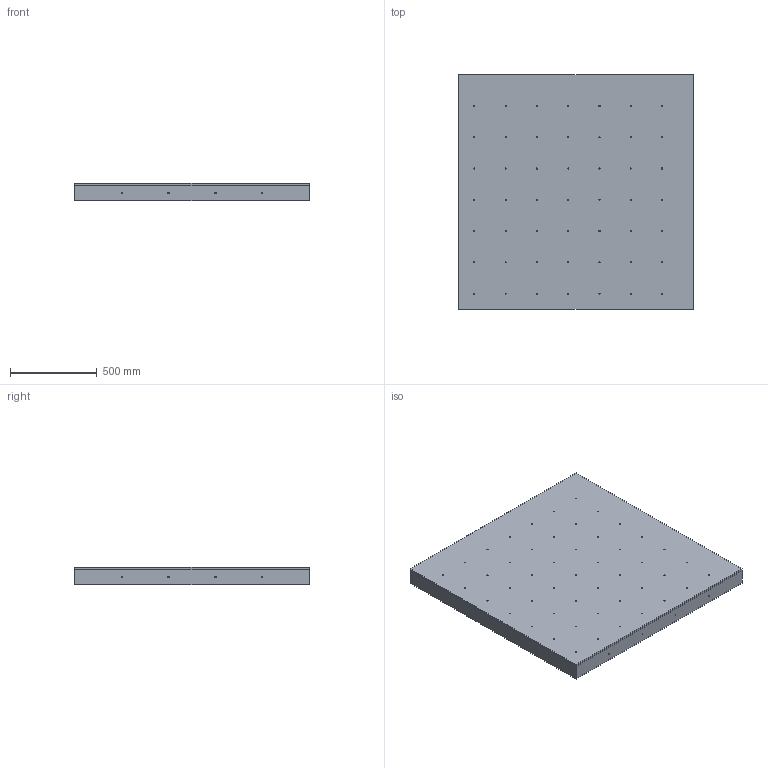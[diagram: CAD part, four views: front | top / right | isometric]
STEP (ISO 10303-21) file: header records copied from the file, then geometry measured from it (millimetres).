
FILE_DESCRIPTION(('FreeCAD Model'),'2;1');
FILE_NAME('Open CASCADE Shape Model','2023-02-07T15:24:35',(''),(''), 'Open CASCADE STEP processor 7.6','FreeCAD','Unknown');
FILE_SCHEMA(('AUTOMOTIVE_DESIGN { 1 0 10303 214 1 1 1 1 }'));
Length unit declared in the file: millimetre
Products named in the file (1): TableTopBody
Bounding box: 1350 x 1350 x 100.9 mm (x, y, z)
Volume: 50869144.5 mm3; surface area: 4652640.2 mm2
Topology: 1 solids, 1 shells, 80 faces, 227 edges, 150 vertices
Faces by surface type: cylinder 65, plane 15
Full cylindrical faces by diameter (mm): 6.35 x65
Entity records: 2951 total; most frequent: DIRECTION 519, CARTESIAN_POINT 458, ORIENTED_EDGE 454, EDGE_CURVE 227, AXIS2_PLACEMENT_3D 211, FACE_BOUND 211, EDGE_LOOP 211, VERTEX_POINT 150
